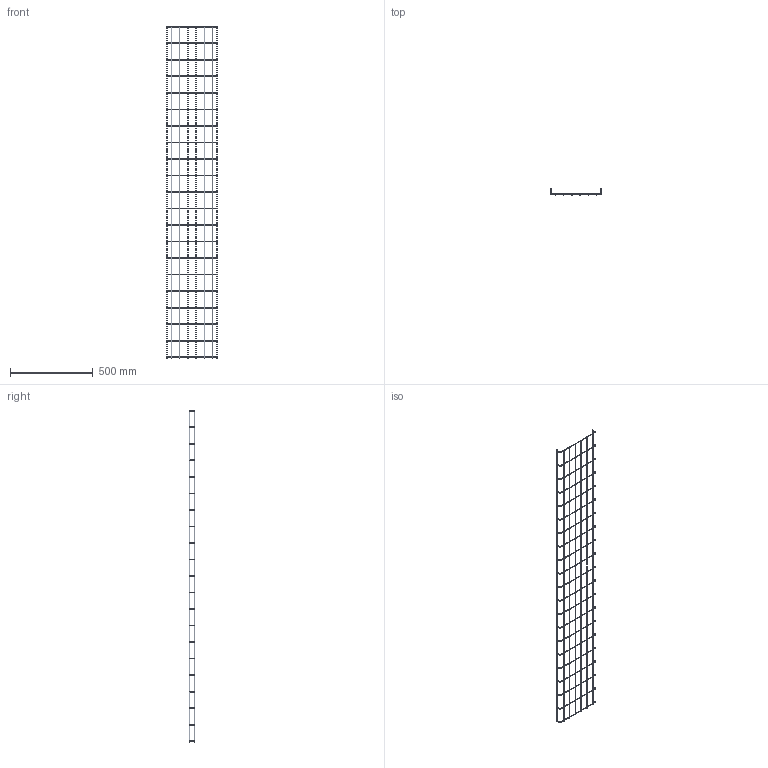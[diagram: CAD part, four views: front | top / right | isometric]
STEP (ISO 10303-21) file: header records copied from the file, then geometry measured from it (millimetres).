
FILE_DESCRIPTION (( 'STEP AP203' ), '1' );
FILE_NAME ('NE-30-035-300-2-40-INOX NESTA Ëîòîê ïðîâîëî÷íûé 35õ300õ2000-4,0 INOX IEK.STEP', '2022-11-11T12:01:17', ( '' ), ( '' ), 'SwSTEP 2.0', 'SolidWorks 2022', '' );
FILE_SCHEMA (( 'CONFIG_CONTROL_DESIGN' ));
Length unit declared in the file: millimetre
Products named in the file (1): NE-30-035-300-2-40-INOX NESTA Лоток проволочный 35х300х2000-4,0 INOX IEK
Bounding box: 308 x 35.3 x 2009 mm (x, y, z)
Volume: 294373.4 mm3; surface area: 295102.3 mm2
Topology: 29 solids, 29 shells, 486 faces, 948 edges, 520 vertices
Faces by surface type: cylinder 260, torus 168, plane 58
Full cylindrical faces by diameter (mm): 4 x8
Entity records: 12353 total; most frequent: DIRECTION 2602, CARTESIAN_POINT 1947, ORIENTED_EDGE 1880, AXIS2_PLACEMENT_3D 1175, EDGE_CURVE 940, CIRCLE 688, VERTEX_POINT 520, EDGE_LOOP 494
